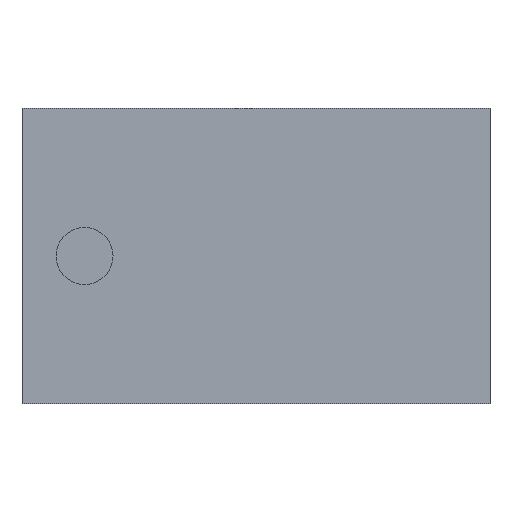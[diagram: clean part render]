
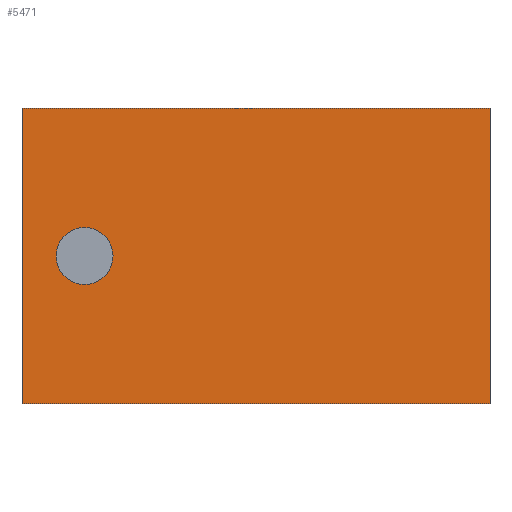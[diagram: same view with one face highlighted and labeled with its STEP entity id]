
A CAD part, front view. The second image highlights one B-rep face of the part: STEP entity #5471.
In plain terms, the highlighted planar face has unit normal (0, -1, 0).
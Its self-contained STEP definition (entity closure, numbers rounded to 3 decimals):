
#170 = LINE ( 'NONE', #4625, #2229 ) ;
#218 = PLANE ( 'NONE',  #4136 ) ;
#386 = AXIS2_PLACEMENT_3D ( 'NONE', #5215, #4311, #3362 ) ;
#440 = CARTESIAN_POINT ( 'NONE',  ( 1.02, -0.38, -0.645 ) ) ;
#483 = CARTESIAN_POINT ( 'NONE',  ( -1.02, -0.38, 0.645 ) ) ;
#488 = CIRCLE ( 'NONE', #386, 0.124 ) ;
#571 = ORIENTED_EDGE ( 'NONE', *, *, #4468, .F. ) ;
#632 = VECTOR ( 'NONE', #5084, 1000. ) ;
#692 = DIRECTION ( 'NONE',  ( 0., -1., 0. ) ) ;
#707 = DIRECTION ( 'NONE',  ( 0., -1., 0. ) ) ;
#722 = FACE_OUTER_BOUND ( 'NONE', #5203, .T. ) ;
#832 = VERTEX_POINT ( 'NONE', #483 ) ;
#873 = EDGE_CURVE ( 'NONE', #3980, #832, #3236, .T. ) ;
#1039 = VERTEX_POINT ( 'NONE', #440 ) ;
#1105 = CARTESIAN_POINT ( 'NONE',  ( 0., -0.38, 0. ) ) ;
#1163 = DIRECTION ( 'NONE',  ( 0., 0., -1. ) ) ;
#1200 = ORIENTED_EDGE ( 'NONE', *, *, #4768, .F. ) ;
#1223 = LINE ( 'NONE', #2643, #5438 ) ;
#1284 = VERTEX_POINT ( 'NONE', #4388 ) ;
#1606 = VERTEX_POINT ( 'NONE', #2802 ) ;
#1771 = EDGE_CURVE ( 'NONE', #2399, #1039, #170, .T. ) ;
#1925 = DIRECTION ( 'NONE',  ( 0., 0., -1. ) ) ;
#1937 = CARTESIAN_POINT ( 'NONE',  ( 1.02, -0.38, 0.645 ) ) ;
#2229 = VECTOR ( 'NONE', #1925, 1000. ) ;
#2263 = LINE ( 'NONE', #3138, #5740 ) ;
#2399 = VERTEX_POINT ( 'NONE', #1937 ) ;
#2643 = CARTESIAN_POINT ( 'NONE',  ( -1.02, -0.38, -0.645 ) ) ;
#2802 = CARTESIAN_POINT ( 'NONE',  ( -0.747, -0.38, 0.124 ) ) ;
#3061 = CARTESIAN_POINT ( 'NONE',  ( -1.02, -0.38, -0.645 ) ) ;
#3138 = CARTESIAN_POINT ( 'NONE',  ( -1.02, -0.38, 0.645 ) ) ;
#3176 = AXIS2_PLACEMENT_3D ( 'NONE', #3804, #707, #3371 ) ;
#3236 = LINE ( 'NONE', #5006, #632 ) ;
#3362 = DIRECTION ( 'NONE',  ( 0., 0., -1. ) ) ;
#3371 = DIRECTION ( 'NONE',  ( 0., 0., -1. ) ) ;
#3546 = EDGE_LOOP ( 'NONE', ( #4039, #1200 ) ) ;
#3804 = CARTESIAN_POINT ( 'NONE',  ( -0.747, -0.38, 0. ) ) ;
#3834 = EDGE_CURVE ( 'NONE', #1606, #1284, #4947, .T. ) ;
#3980 = VERTEX_POINT ( 'NONE', #3061 ) ;
#4039 = ORIENTED_EDGE ( 'NONE', *, *, #3834, .F. ) ;
#4136 = AXIS2_PLACEMENT_3D ( 'NONE', #1105, #692, #1163 ) ;
#4154 = ORIENTED_EDGE ( 'NONE', *, *, #5282, .F. ) ;
#4311 = DIRECTION ( 'NONE',  ( 0., -1., 0. ) ) ;
#4388 = CARTESIAN_POINT ( 'NONE',  ( -0.747, -0.38, -0.124 ) ) ;
#4468 = EDGE_CURVE ( 'NONE', #832, #2399, #2263, .T. ) ;
#4625 = CARTESIAN_POINT ( 'NONE',  ( 1.02, -0.38, 0.645 ) ) ;
#4654 = ORIENTED_EDGE ( 'NONE', *, *, #873, .F. ) ;
#4768 = EDGE_CURVE ( 'NONE', #1284, #1606, #488, .T. ) ;
#4917 = DIRECTION ( 'NONE',  ( 1., 0., 0. ) ) ;
#4947 = CIRCLE ( 'NONE', #3176, 0.124 ) ;
#5006 = CARTESIAN_POINT ( 'NONE',  ( -1.02, -0.38, 0.645 ) ) ;
#5084 = DIRECTION ( 'NONE',  ( 0., 0., 1. ) ) ;
#5152 = FACE_BOUND ( 'NONE', #3546, .T. ) ;
#5203 = EDGE_LOOP ( 'NONE', ( #5721, #571, #4654, #4154 ) ) ;
#5215 = CARTESIAN_POINT ( 'NONE',  ( -0.747, -0.38, 0. ) ) ;
#5282 = EDGE_CURVE ( 'NONE', #1039, #3980, #1223, .T. ) ;
#5438 = VECTOR ( 'NONE', #5653, 1000. ) ;
#5471 = ADVANCED_FACE ( 'NONE', ( #5152, #722 ), #218, .T. ) ;
#5653 = DIRECTION ( 'NONE',  ( -1., 0., 0. ) ) ;
#5721 = ORIENTED_EDGE ( 'NONE', *, *, #1771, .F. ) ;
#5740 = VECTOR ( 'NONE', #4917, 1000. ) ;
